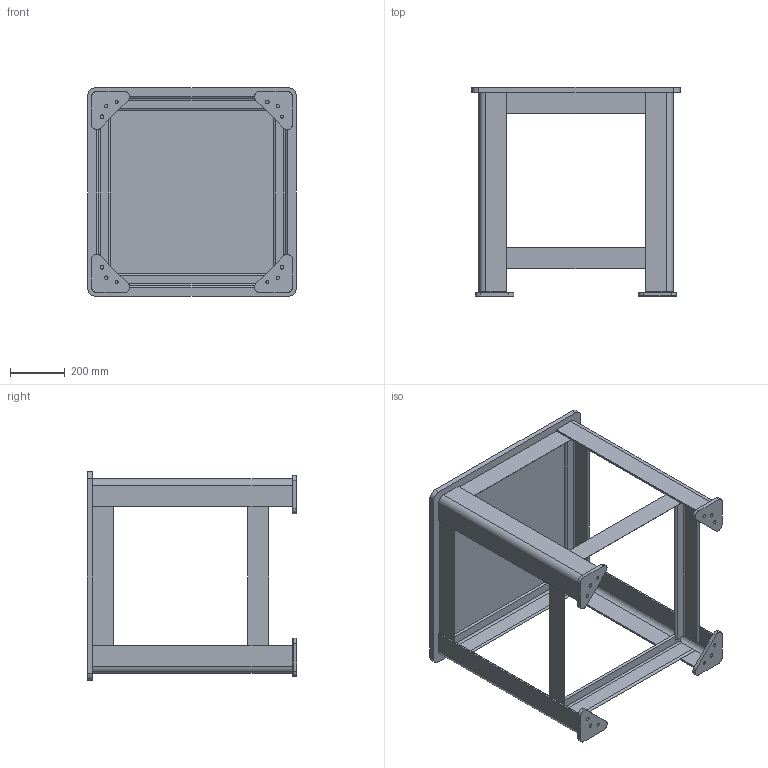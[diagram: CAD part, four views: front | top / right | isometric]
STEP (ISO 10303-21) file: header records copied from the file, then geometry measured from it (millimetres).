
FILE_DESCRIPTION (( 'STEP AP203' ), '1' );
FILE_NAME ('MODEL 100 ASS''Y.STEP', '2024-05-29T16:48:46', ( '' ), ( '' ), 'SwSTEP 2.0', 'SolidWorks 2023', '' );
FILE_SCHEMA (( 'CONFIG_CONTROL_DESIGN' ));
Length unit declared in the file: inch
Products named in the file (7): MODEL 100 C PAD FOR 4X4 LEG; Model 100 frame; MODEL 100 4X4 LEG X 28.75 LG; .75 TOP PLATE; MODEL 100 ASS''Y; 3X2X.25 ANGLE FRAME; 3X2X.25 ANGLE X 25.5
Assembly tree (15 placements, depth 3):
  MODEL 100 ASS''Y
    .75 TOP PLATE
    Model 100 frame  x2
      3X2X.25 ANGLE FRAME
      3X2X.25 ANGLE X 25.5
    MODEL 100 4X4 LEG X 28.75 LG  x4
    MODEL 100 C PAD FOR 4X4 LEG  x4
Bounding box: 762 x 765.62 x 762 mm (x, y, z)
Volume: 19056462.7 mm3; surface area: 3764397.4 mm2
Topology: 17 solids, 17 shells, 214 faces, 508 edges, 328 vertices
Faces by surface type: plane 138, cylinder 76
Entity records: 2818 total; most frequent: DIRECTION 349, CARTESIAN_POINT 319, ORIENTED_EDGE 290, EDGE_CURVE 145, AXIS2_PLACEMENT_3D 124, VECTOR 101, LINE 101, VERTEX_POINT 94
